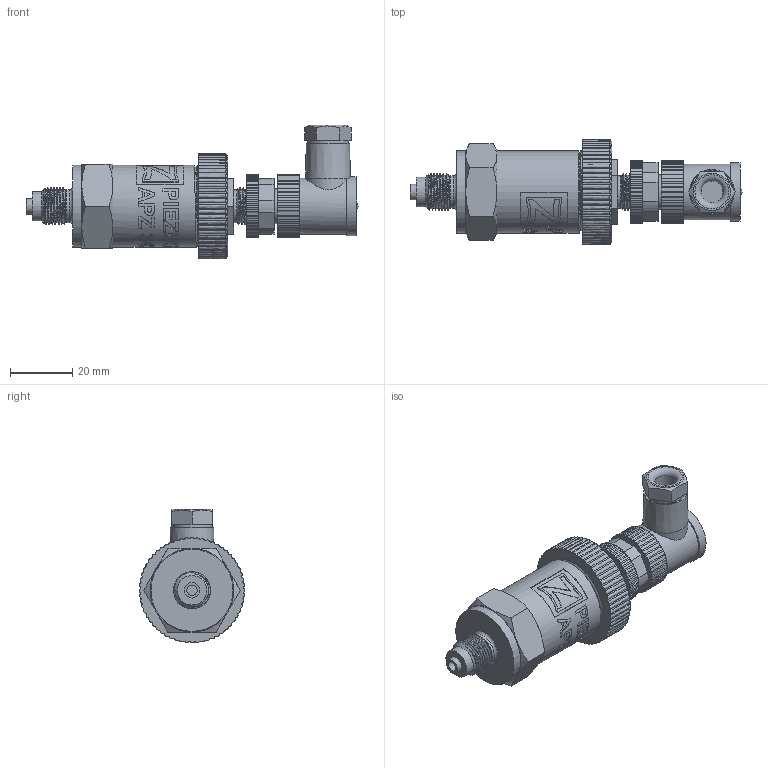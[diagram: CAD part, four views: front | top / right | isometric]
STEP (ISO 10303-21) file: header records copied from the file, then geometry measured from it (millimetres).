
FILE_DESCRIPTION(/* description */ (''),/* implementation_level */ '2;1');
FILE_NAME(/* name */ 'APZ3420_M12x1EN_M12x1-angular.step',/* time_stamp */ '2021-06-18T15:34:30+03:00',/* author */ (''),/* organization */ (''),/* preprocessor_version */ 'ST-DEVELOPER v18.1',/* originating_system */ 'Autodesk Translation Framework v10.9.0.1377',/* authorisation */ '');
FILE_SCHEMA (('AUTOMOTIVE_DESIGN { 1 0 10303 214 3 1 1 }'));
Products named in the file (6): APZ3420_; M12x1 EN; OMAL nut M27x1.5; M12x1 male; Ш100.000.002; M12x1 female angular
Assembly tree (5 placements, depth 2):
  APZ3420_
    M12x1 EN
    OMAL nut M27x1.5
    M12x1 male
    Ш100.000.002
    M12x1 female angular
Bounding box: 107.07 x 34 x 43.2 mm (x, y, z)
Volume: 46712.2 mm3; surface area: 19274 mm2
Topology: 16 solids, 16 shells, 989 faces, 2754 edges, 1845 vertices
Faces by surface type: bspline 445, cylinder 338, plane 169, cone 31, torus 5, sphere 1
Full cylindrical faces by diameter (mm): 1 x12, 1.5 x4, 3.3 x1, 5 x1, 7 x1, 8 x1, 8.2 x1, 9.471 x2, 9.5 x1, 10.5 x1, 10.6 x2, 10.741 x13, 11.035 x4, 11.156 x1, 11.884 x12, 12.152 x4, 13 x1, 14 x1, 14.137 x4, 14.526 x3, 15.85 x3, 16.203 x3, 18 x1, 19 x1, 21.4 x2, 22.3 x1, 22.4 x1, 24.5 x1, 25.132 x4, 25.526 x4
Entity records: 56075 total; most frequent: CARTESIAN_POINT 33917, ORIENTED_EDGE 5508, DIRECTION 3109, EDGE_CURVE 2754, VERTEX_POINT 1845, B_SPLINE_CURVE_WITH_KNOTS 1223, AXIS2_PLACEMENT_3D 1113, EDGE_LOOP 1053
